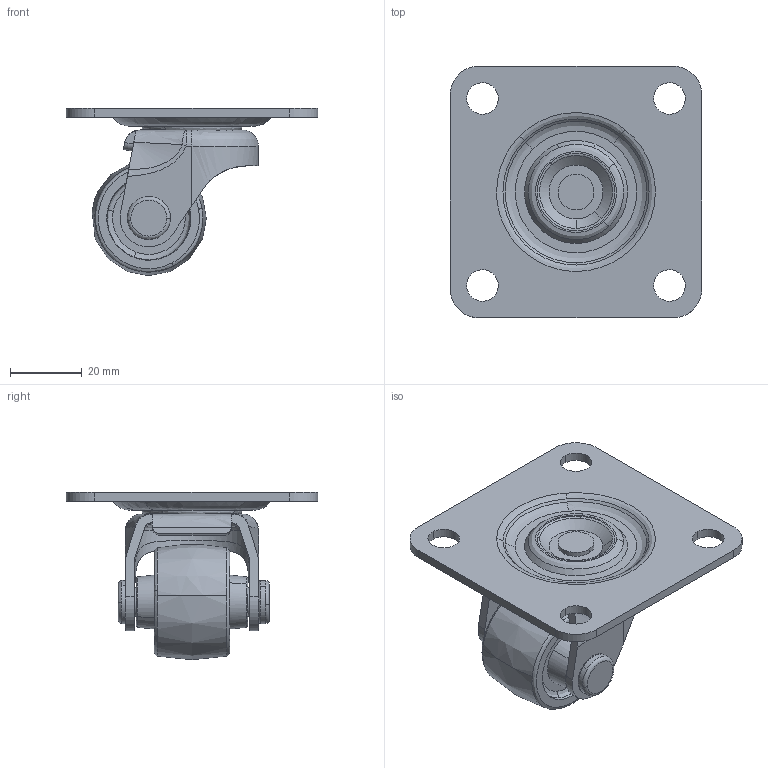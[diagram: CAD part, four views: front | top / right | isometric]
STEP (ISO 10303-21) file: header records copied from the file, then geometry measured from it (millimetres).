
FILE_DESCRIPTION((''),'2;1');
FILE_NAME('','2005-12-16T11:04:52',(''),(''),'','CADfix','');
FILE_SCHEMA(('AUTOMOTIVE_DESIGN'));
Length unit declared in the file: millimetre
Products named in the file (6): wheel; mounting plate; main shaft; body; axle; 320_TP_00N32_10219_36
Assembly tree (5 placements, depth 2):
  320_TP_00N32_10219_36
    wheel
    mounting plate
    main shaft
    body
    axle
Bounding box: 70 x 70 x 46.5 mm (x, y, z)
Volume: 36862.1 mm3; surface area: 24571.9 mm2
Topology: 5 solids, 20 shells, 214 faces, 646 edges, 483 vertices
Faces by surface type: bspline 214
Entity records: 12649 total; most frequent: CARTESIAN_POINT 9098, ORIENTED_EDGE 1288, EDGE_CURVE 644, VERTEX_POINT 483, EDGE_LOOP 245, FACE_OUTER_BOUND 199, ADVANCED_FACE 199, QUASI_UNIFORM_CURVE 139
